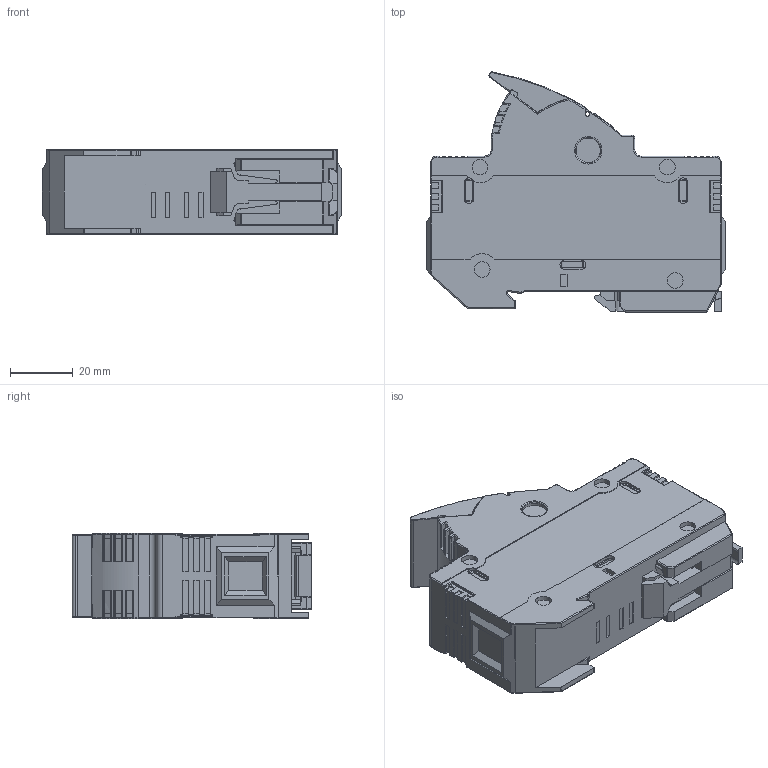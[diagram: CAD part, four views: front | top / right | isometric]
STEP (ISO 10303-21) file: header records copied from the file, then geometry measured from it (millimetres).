
FILE_DESCRIPTION (( 'STEP AP214' ), '1' );
FILE_NAME ('2ð.STEP', '2025-01-20T12:37:23', ( '' ), ( '' ), 'SwSTEP 2.0', 'SolidWorks 2022', '' );
FILE_SCHEMA (( 'AUTOMOTIVE_DESIGN' ));
Length unit declared in the file: millimetre
Products named in the file (1): 2р
Bounding box: 95 x 76.21 x 27 mm (x, y, z)
Volume: 127958.5 mm3; surface area: 24690.2 mm2
Topology: 1 solids, 11 shells, 1412 faces, 3658 edges, 2198 vertices
Faces by surface type: plane 604, cylinder 555, sphere 90, torus 85, bspline 78
Entity records: 63420 total; most frequent: CARTESIAN_POINT 14723, ORIENTED_EDGE 7100, DIRECTION 7030, EDGE_CURVE 3550, AXIS2_PLACEMENT_3D 2510, VERTEX_POINT 2198, LINE 2010, VECTOR 2010
